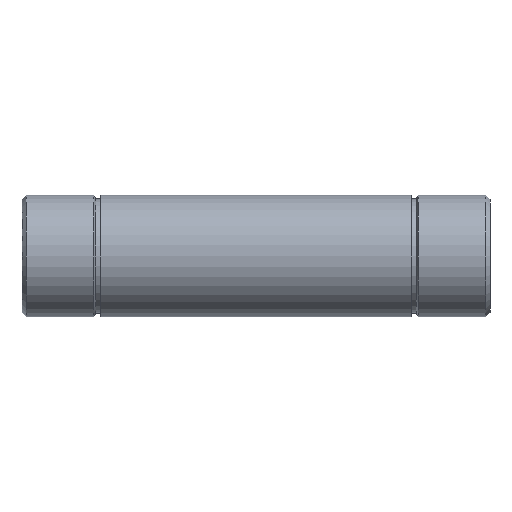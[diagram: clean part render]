
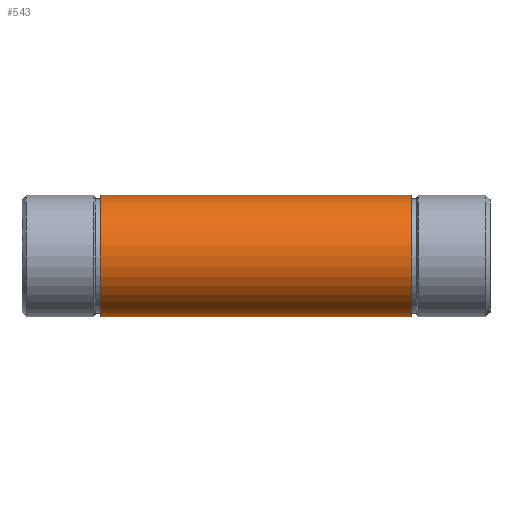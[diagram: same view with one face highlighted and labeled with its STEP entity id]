
A CAD part, left-side view. The second image highlights one B-rep face of the part: STEP entity #543.
In plain terms, the highlighted cylindrical face has radius 7 mm (diameter 14 mm), a partial arc.
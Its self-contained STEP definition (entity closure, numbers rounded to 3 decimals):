
#76 = CARTESIAN_POINT ( 'NONE',  ( 0., 0., 7. ) ) ;
#77 = LINE ( 'NONE', #76, #89 ) ;
#78 = CARTESIAN_POINT ( 'NONE',  ( 0., 9.087, 7. ) ) ;
#88 = CARTESIAN_POINT ( 'NONE',  ( 0., 44.913, 7. ) ) ;
#89 = VECTOR ( 'NONE', #97, 1000. ) ;
#91 = CARTESIAN_POINT ( 'NONE',  ( 0., 9.087, -7. ) ) ;
#97 = DIRECTION ( 'NONE',  ( 0., -1., 0. ) ) ;
#98 = CARTESIAN_POINT ( 'NONE',  ( 0., 44.913, -7. ) ) ;
#106 = DIRECTION ( 'NONE',  ( 0., -1., 0. ) ) ;
#107 = VECTOR ( 'NONE', #106, 1000. ) ;
#108 = CARTESIAN_POINT ( 'NONE',  ( 0., 0., -7. ) ) ;
#109 = LINE ( 'NONE', #108, #107 ) ;
#181 = DIRECTION ( 'NONE',  ( 0., -1., 0. ) ) ;
#200 = DIRECTION ( 'NONE',  ( 0., 0., -1. ) ) ;
#201 = DIRECTION ( 'NONE',  ( 0., -1., 0. ) ) ;
#202 = CARTESIAN_POINT ( 'NONE',  ( 0., 9.087, 0. ) ) ;
#203 = AXIS2_PLACEMENT_3D ( 'NONE', #202, #201, #200 ) ;
#206 = CARTESIAN_POINT ( 'NONE',  ( 0., 44.913, 0. ) ) ;
#208 = CARTESIAN_POINT ( 'NONE',  ( 0., 0., 0. ) ) ;
#210 = CIRCLE ( 'NONE', #203, 7. ) ;
#211 = AXIS2_PLACEMENT_3D ( 'NONE', #208, #181, #218 ) ;
#212 = CYLINDRICAL_SURFACE ( 'NONE', #211, 7. ) ;
#214 = DIRECTION ( 'NONE',  ( 0., 0., -1. ) ) ;
#215 = DIRECTION ( 'NONE',  ( 0., -1., 0. ) ) ;
#216 = FACE_OUTER_BOUND ( 'NONE', #544, .T. ) ;
#218 = DIRECTION ( 'NONE',  ( 0., 0., -1. ) ) ;
#224 = CIRCLE ( 'NONE', #226, 7. ) ;
#226 = AXIS2_PLACEMENT_3D ( 'NONE', #206, #215, #214 ) ;
#494 = VERTEX_POINT ( 'NONE', #98 ) ;
#495 = VERTEX_POINT ( 'NONE', #88 ) ;
#497 = EDGE_CURVE ( 'NONE', #495, #498, #77, .T. ) ;
#498 = VERTEX_POINT ( 'NONE', #78 ) ;
#501 = VERTEX_POINT ( 'NONE', #91 ) ;
#504 = EDGE_CURVE ( 'NONE', #494, #501, #109, .T. ) ;
#542 = EDGE_CURVE ( 'NONE', #495, #494, #224, .T. ) ;
#543 = ADVANCED_FACE ( 'NONE', ( #216 ), #212, .T. ) ;
#544 = EDGE_LOOP ( 'NONE', ( #545, #546, #547, #548 ) ) ;
#545 = ORIENTED_EDGE ( 'NONE', *, *, #497, .F. ) ;
#546 = ORIENTED_EDGE ( 'NONE', *, *, #542, .T. ) ;
#547 = ORIENTED_EDGE ( 'NONE', *, *, #504, .T. ) ;
#548 = ORIENTED_EDGE ( 'NONE', *, *, #549, .F. ) ;
#549 = EDGE_CURVE ( 'NONE', #498, #501, #210, .T. ) ;
